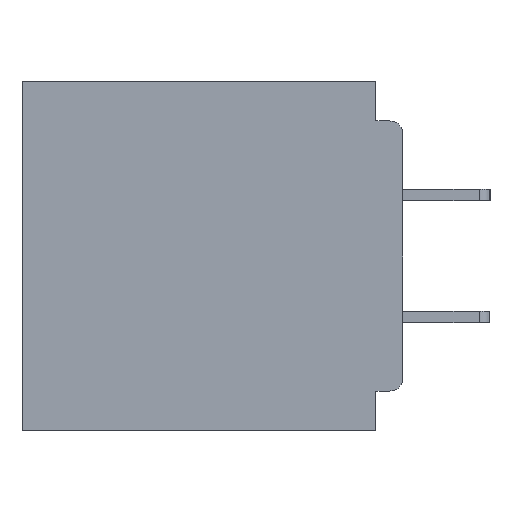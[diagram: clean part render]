
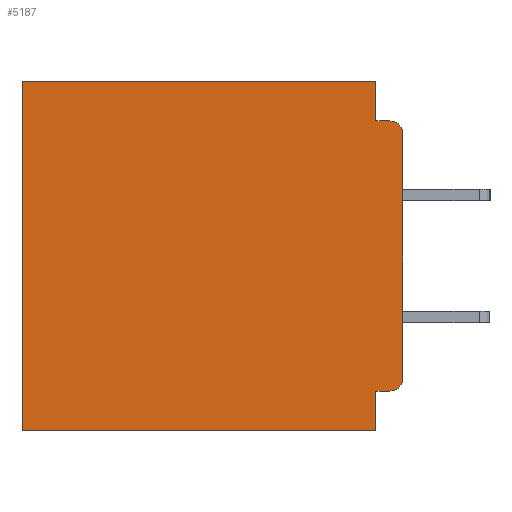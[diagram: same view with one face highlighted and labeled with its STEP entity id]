
A CAD part, left-side view. The second image highlights one B-rep face of the part: STEP entity #5187.
In plain terms, the highlighted planar face has unit normal (-1, 0, 0).
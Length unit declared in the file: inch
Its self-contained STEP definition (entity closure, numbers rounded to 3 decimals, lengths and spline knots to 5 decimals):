
#95 = PLANE ( 'NONE',  #44794 ) ;
#1214 = EDGE_LOOP ( 'NONE', ( #43524, #10183, #14136, #11324, #24207, #1265, #9626, #13013, #4000, #35846 ) ) ;
#1265 = ORIENTED_EDGE ( 'NONE', *, *, #18229, .T. ) ;
#1834 = EDGE_CURVE ( 'NONE', #10626, #42458, #27385, .T. ) ;
#2426 = VERTEX_POINT ( 'NONE', #24301 ) ;
#2860 = LINE ( 'NONE', #25170, #21964 ) ;
#3504 = VECTOR ( 'NONE', #45828, 39.37008 ) ;
#3685 = LINE ( 'NONE', #32542, #20548 ) ;
#3983 = CARTESIAN_POINT ( 'NONE',  ( 0.3, 0.437, -0.4 ) ) ;
#4000 = ORIENTED_EDGE ( 'NONE', *, *, #1834, .F. ) ;
#4275 = CARTESIAN_POINT ( 'NONE',  ( 0.3, 0., -0.045 ) ) ;
#4865 = VERTEX_POINT ( 'NONE', #5503 ) ;
#5187 = ADVANCED_FACE ( 'NONE', ( #37129 ), #95, .F. ) ;
#5213 = CARTESIAN_POINT ( 'NONE',  ( 0.3, 0.015, -0.355 ) ) ;
#5503 = CARTESIAN_POINT ( 'NONE',  ( 0.3, 0.031, 0. ) ) ;
#5530 = EDGE_CURVE ( 'NONE', #4865, #2426, #32727, .T. ) ;
#6160 = CARTESIAN_POINT ( 'NONE',  ( 0.3, 0., -0.06 ) ) ;
#6955 = VECTOR ( 'NONE', #29331, 39.37008 ) ;
#7209 = VERTEX_POINT ( 'NONE', #22262 ) ;
#7772 = CIRCLE ( 'NONE', #23764, 0.015 ) ;
#8637 = DIRECTION ( 'NONE',  ( -1., 0., 0. ) ) ;
#8886 = VERTEX_POINT ( 'NONE', #3983 ) ;
#9282 = VERTEX_POINT ( 'NONE', #6160 ) ;
#9626 = ORIENTED_EDGE ( 'NONE', *, *, #34337, .F. ) ;
#9875 = AXIS2_PLACEMENT_3D ( 'NONE', #30021, #8637, #33579 ) ;
#10183 = ORIENTED_EDGE ( 'NONE', *, *, #20143, .T. ) ;
#10626 = VERTEX_POINT ( 'NONE', #5213 ) ;
#10979 = DIRECTION ( 'NONE',  ( 0., 0., -1. ) ) ;
#11324 = ORIENTED_EDGE ( 'NONE', *, *, #5530, .F. ) ;
#11523 = CARTESIAN_POINT ( 'NONE',  ( 0.3, 0.031, -0.4 ) ) ;
#12243 = VECTOR ( 'NONE', #41984, 39.37008 ) ;
#12713 = CARTESIAN_POINT ( 'NONE',  ( 0.3, 0.031, 0. ) ) ;
#13013 = ORIENTED_EDGE ( 'NONE', *, *, #39753, .F. ) ;
#13126 = VECTOR ( 'NONE', #33022, 39.37008 ) ;
#14136 = ORIENTED_EDGE ( 'NONE', *, *, #17035, .F. ) ;
#16054 = VECTOR ( 'NONE', #26896, 39.37008 ) ;
#16354 = VERTEX_POINT ( 'NONE', #11523 ) ;
#17035 = EDGE_CURVE ( 'NONE', #2426, #7209, #23753, .T. ) ;
#17475 = EDGE_CURVE ( 'NONE', #9282, #22629, #32032, .T. ) ;
#17941 = VECTOR ( 'NONE', #33840, 39.37008 ) ;
#18229 = EDGE_CURVE ( 'NONE', #43905, #8886, #2860, .T. ) ;
#18834 = CARTESIAN_POINT ( 'NONE',  ( 0.3, 0.015, -0.06 ) ) ;
#20143 = EDGE_CURVE ( 'NONE', #9282, #7209, #7772, .T. ) ;
#20548 = VECTOR ( 'NONE', #43199, 39.37008 ) ;
#21068 = CARTESIAN_POINT ( 'NONE',  ( 0.3, 0., -0.4 ) ) ;
#21964 = VECTOR ( 'NONE', #28755, 39.37008 ) ;
#22262 = CARTESIAN_POINT ( 'NONE',  ( 0.3, 0.015, -0.045 ) ) ;
#22387 = DIRECTION ( 'NONE',  ( 0., 0., -1. ) ) ;
#22629 = VERTEX_POINT ( 'NONE', #33643 ) ;
#23753 = LINE ( 'NONE', #4275, #6955 ) ;
#23764 = AXIS2_PLACEMENT_3D ( 'NONE', #18834, #43592, #22387 ) ;
#24207 = ORIENTED_EDGE ( 'NONE', *, *, #43864, .T. ) ;
#24301 = CARTESIAN_POINT ( 'NONE',  ( 0.3, 0.031, -0.045 ) ) ;
#25170 = CARTESIAN_POINT ( 'NONE',  ( 0.3, 0.437, -0.4 ) ) ;
#25882 = CARTESIAN_POINT ( 'NONE',  ( 0.3, 0.031, -0.4 ) ) ;
#26896 = DIRECTION ( 'NONE',  ( 0., 0., -1. ) ) ;
#27385 = LINE ( 'NONE', #34687, #17941 ) ;
#28755 = DIRECTION ( 'NONE',  ( 0., 0., -1. ) ) ;
#29331 = DIRECTION ( 'NONE',  ( 0., -1., 0. ) ) ;
#30021 = CARTESIAN_POINT ( 'NONE',  ( 0.3, 0.015, -0.34 ) ) ;
#31289 = CIRCLE ( 'NONE', #9875, 0.015 ) ;
#32032 = LINE ( 'NONE', #21068, #3504 ) ;
#32353 = DIRECTION ( 'NONE',  ( 1., 0., 0. ) ) ;
#32542 = CARTESIAN_POINT ( 'NONE',  ( 0.3, 0., 0. ) ) ;
#32727 = LINE ( 'NONE', #12713, #16054 ) ;
#32766 = EDGE_CURVE ( 'NONE', #10626, #22629, #31289, .T. ) ;
#33022 = DIRECTION ( 'NONE',  ( 0., 0., -1. ) ) ;
#33579 = DIRECTION ( 'NONE',  ( 0., 0., -1. ) ) ;
#33643 = CARTESIAN_POINT ( 'NONE',  ( 0.3, 0., -0.34 ) ) ;
#33840 = DIRECTION ( 'NONE',  ( 0., 1., 0. ) ) ;
#34337 = EDGE_CURVE ( 'NONE', #16354, #8886, #40643, .T. ) ;
#34687 = CARTESIAN_POINT ( 'NONE',  ( 0.3, 0., -0.355 ) ) ;
#35846 = ORIENTED_EDGE ( 'NONE', *, *, #32766, .T. ) ;
#37129 = FACE_OUTER_BOUND ( 'NONE', #1214, .T. ) ;
#38450 = CARTESIAN_POINT ( 'NONE',  ( 0.3, 0., -0.4 ) ) ;
#39753 = EDGE_CURVE ( 'NONE', #42458, #16354, #40376, .T. ) ;
#40376 = LINE ( 'NONE', #25882, #13126 ) ;
#40643 = LINE ( 'NONE', #38450, #12243 ) ;
#41984 = DIRECTION ( 'NONE',  ( 0., 1., 0. ) ) ;
#42458 = VERTEX_POINT ( 'NONE', #45474 ) ;
#42860 = CARTESIAN_POINT ( 'NONE',  ( 0.3, 0., -0.4 ) ) ;
#43199 = DIRECTION ( 'NONE',  ( 0., 1., 0. ) ) ;
#43355 = CARTESIAN_POINT ( 'NONE',  ( 0.3, 0.437, 0. ) ) ;
#43524 = ORIENTED_EDGE ( 'NONE', *, *, #17475, .F. ) ;
#43592 = DIRECTION ( 'NONE',  ( -1., 0., 0. ) ) ;
#43864 = EDGE_CURVE ( 'NONE', #4865, #43905, #3685, .T. ) ;
#43905 = VERTEX_POINT ( 'NONE', #43355 ) ;
#44794 = AXIS2_PLACEMENT_3D ( 'NONE', #42860, #32353, #10979 ) ;
#45474 = CARTESIAN_POINT ( 'NONE',  ( 0.3, 0.031, -0.355 ) ) ;
#45828 = DIRECTION ( 'NONE',  ( 0., 0., -1. ) ) ;
